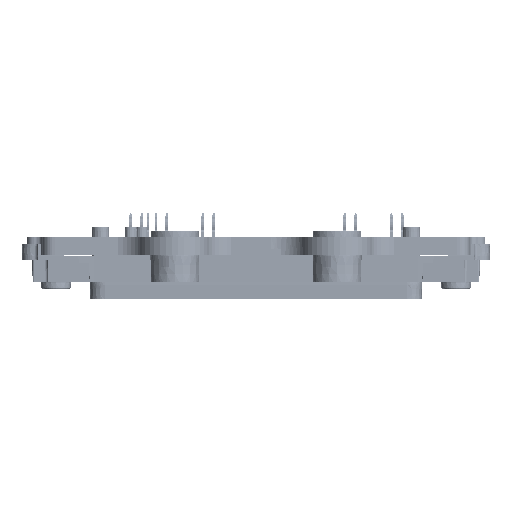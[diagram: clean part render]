
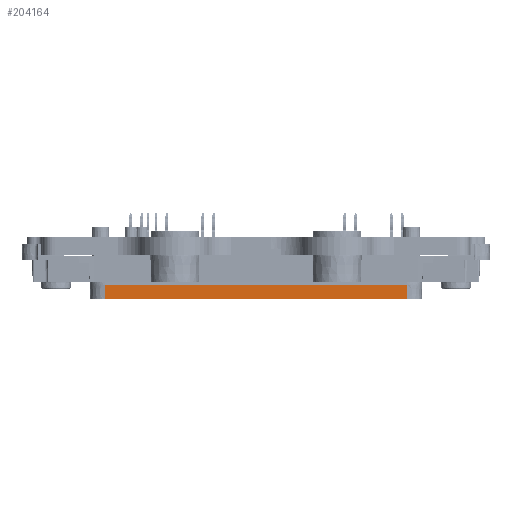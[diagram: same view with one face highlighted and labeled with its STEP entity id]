
A CAD part, left-side view. The second image highlights one B-rep face of the part: STEP entity #204164.
In plain terms, the highlighted planar face has unit normal (-1, 0, -0.018).
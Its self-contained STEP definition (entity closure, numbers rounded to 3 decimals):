
#22926=ORIENTED_EDGE('',*,*,#61480,.T.);
#22927=ORIENTED_EDGE('',*,*,#61649,.T.);
#22928=ORIENTED_EDGE('',*,*,#61650,.T.);
#22929=ORIENTED_EDGE('',*,*,#61651,.F.);
#61480=EDGE_CURVE('',#81388,#81387,#95726,.T.);
#61649=EDGE_CURVE('',#81387,#81477,#95861,.F.);
#61650=EDGE_CURVE('',#81477,#81478,#95862,.T.);
#61651=EDGE_CURVE('',#81388,#81478,#95863,.F.);
#81387=VERTEX_POINT('',#285193);
#81388=VERTEX_POINT('',#285195);
#81477=VERTEX_POINT('',#285548);
#81478=VERTEX_POINT('',#285550);
#95726=LINE('',#285194,#110030);
#95861=LINE('',#285547,#110165);
#95862=LINE('',#285549,#110166);
#95863=LINE('',#285551,#110167);
#110030=VECTOR('',#234331,1000.);
#110165=VECTOR('',#234682,1000.);
#110166=VECTOR('',#234683,1000.);
#110167=VECTOR('',#234684,1000.);
#122934=EDGE_LOOP('',(#22926,#22927,#22928,#22929));
#132565=FACE_BOUND('',#122934,.T.);
#141258=PLANE('',#213634);
#204164=ADVANCED_FACE('',(#132565),#141258,.T.);
#213634=AXIS2_PLACEMENT_3D('',#285546,#234680,#234681);
#234331=DIRECTION('',(0.,1.,0.));
#234680=DIRECTION('',(-1.,0.,-0.017));
#234681=DIRECTION('',(0.017,0.,-1.));
#234682=DIRECTION('',(-0.017,0.,1.));
#234683=DIRECTION('',(0.,-1.,0.));
#234684=DIRECTION('',(-0.017,0.,1.));
#285193=CARTESIAN_POINT('',(-57.59,41.7,4.1));
#285194=CARTESIAN_POINT('',(-57.59,-41.7,4.1));
#285195=CARTESIAN_POINT('',(-57.59,-41.7,4.1));
#285546=CARTESIAN_POINT('',(-57.6,34.15,4.7));
#285547=CARTESIAN_POINT('',(-57.6,41.7,4.7));
#285548=CARTESIAN_POINT('',(-57.52,41.7,0.1));
#285549=CARTESIAN_POINT('',(-57.52,114.2,0.1));
#285550=CARTESIAN_POINT('',(-57.52,-41.7,0.1));
#285551=CARTESIAN_POINT('',(-57.6,-41.7,4.7));
